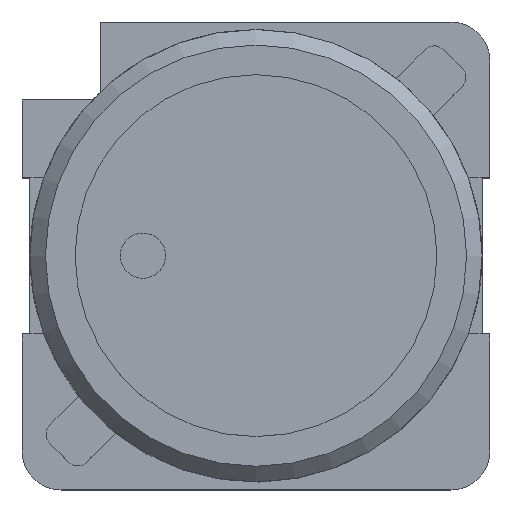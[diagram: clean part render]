
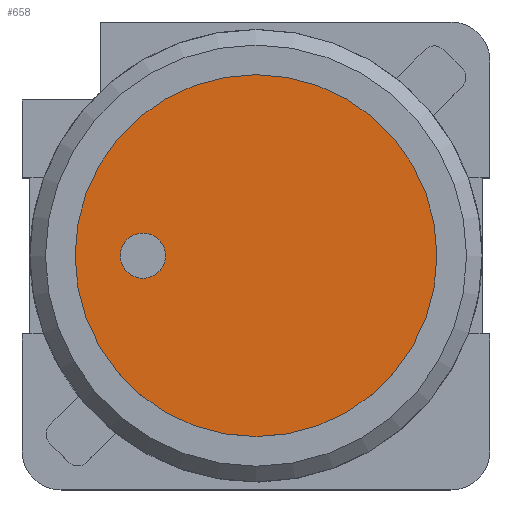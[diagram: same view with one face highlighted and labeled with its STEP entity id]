
A CAD part, top view. The second image highlights one B-rep face of the part: STEP entity #658.
In plain terms, the highlighted planar face has unit normal (0, 0, 1).
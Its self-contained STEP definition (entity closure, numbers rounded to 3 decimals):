
#13=DIRECTION('',(0.,0.,1.));
#14=DIRECTION('',(1.,0.,-0.));
#33=DIRECTION('',(1.,0.,0.));
#182=VERTEX_POINT('',#183);
#183=CARTESIAN_POINT('',(2.32,0.,2.8));
#186=ORIENTED_EDGE('',*,*,#187,.T.);
#187=EDGE_CURVE('',#182,#182,#188,.T.);
#188=CIRCLE('',#189,2.32);
#189=AXIS2_PLACEMENT_3D('',#190,#13,#33);
#190=CARTESIAN_POINT('',(0.,0.,2.8));
#658=ADVANCED_FACE('',(#659,#661),#670,.T.);
#659=FACE_BOUND('',#660,.T.);
#660=EDGE_LOOP('',(#186));
#661=FACE_BOUND('',#662,.T.);
#662=EDGE_LOOP('',(#663));
#663=ORIENTED_EDGE('',*,*,#664,.F.);
#664=EDGE_CURVE('',#665,#665,#667,.T.);
#665=VERTEX_POINT('',#666);
#666=CARTESIAN_POINT('',(-1.16,0.,2.8));
#667=CIRCLE('',#668,0.29);
#668=AXIS2_PLACEMENT_3D('',#669,#13,#33);
#669=CARTESIAN_POINT('',(-1.45,0.,2.8));
#670=PLANE('',#671);
#671=AXIS2_PLACEMENT_3D('',#672,#13,#14);
#672=CARTESIAN_POINT('',(0.,0.,2.8));
